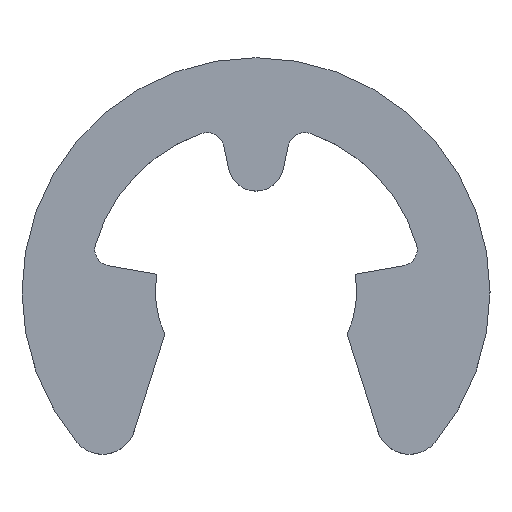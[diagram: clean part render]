
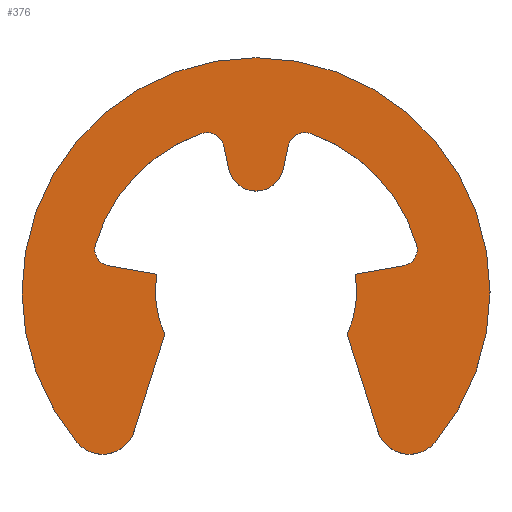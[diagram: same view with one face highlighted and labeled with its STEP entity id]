
A CAD part, top view. The second image highlights one B-rep face of the part: STEP entity #376.
In plain terms, the highlighted planar face has unit normal (0, 0, 1).
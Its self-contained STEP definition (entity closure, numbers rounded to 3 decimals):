
#22=PLANE('',#440);
#42=FACE_OUTER_BOUND('',#62,.T.);
#62=EDGE_LOOP('',(#327,#328,#329,#330,#331,#332,#333,#334,#335,#336,#337,
#338,#339,#340,#341,#342,#343,#344));
#69=LINE('',#590,#99);
#73=LINE('',#606,#103);
#77=LINE('',#618,#107);
#83=LINE('',#642,#113);
#87=LINE('',#654,#117);
#91=LINE('',#668,#121);
#99=VECTOR('',#469,1000.);
#103=VECTOR('',#487,1000.);
#107=VECTOR('',#499,1000.);
#113=VECTOR('',#525,1000.);
#117=VECTOR('',#537,1000.);
#121=VECTOR('',#555,1000.);
#124=CIRCLE('',#399,4.65);
#126=CIRCLE('',#402,0.331);
#128=CIRCLE('',#405,2.);
#129=CIRCLE('',#408,3.325);
#131=CIRCLE('',#411,0.331);
#133=CIRCLE('',#415,0.552);
#135=CIRCLE('',#419,0.331);
#137=CIRCLE('',#422,3.325);
#139=CIRCLE('',#425,0.331);
#141=CIRCLE('',#429,2.);
#143=CIRCLE('',#433,0.663);
#145=CIRCLE('',#436,0.663);
#149=VERTEX_POINT('',#566);
#150=VERTEX_POINT('',#568);
#153=VERTEX_POINT('',#575);
#154=VERTEX_POINT('',#577);
#157=VERTEX_POINT('',#584);
#158=VERTEX_POINT('',#586);
#159=VERTEX_POINT('',#593);
#161=VERTEX_POINT('',#599);
#163=VERTEX_POINT('',#605);
#165=VERTEX_POINT('',#611);
#167=VERTEX_POINT('',#617);
#169=VERTEX_POINT('',#623);
#171=VERTEX_POINT('',#629);
#173=VERTEX_POINT('',#635);
#175=VERTEX_POINT('',#641);
#177=VERTEX_POINT('',#647);
#179=VERTEX_POINT('',#653);
#181=VERTEX_POINT('',#662);
#185=EDGE_CURVE('',#150,#149,#124,.T.);
#189=EDGE_CURVE('',#154,#153,#126,.T.);
#193=EDGE_CURVE('',#158,#157,#128,.T.);
#195=EDGE_CURVE('',#153,#158,#69,.T.);
#197=EDGE_CURVE('',#159,#154,#129,.T.);
#200=EDGE_CURVE('',#161,#159,#131,.T.);
#203=EDGE_CURVE('',#163,#161,#73,.T.);
#206=EDGE_CURVE('',#165,#163,#133,.T.);
#209=EDGE_CURVE('',#167,#165,#77,.T.);
#212=EDGE_CURVE('',#169,#167,#135,.T.);
#215=EDGE_CURVE('',#171,#169,#137,.T.);
#218=EDGE_CURVE('',#173,#171,#139,.T.);
#221=EDGE_CURVE('',#175,#173,#83,.T.);
#224=EDGE_CURVE('',#177,#175,#141,.T.);
#227=EDGE_CURVE('',#179,#177,#87,.T.);
#230=EDGE_CURVE('',#149,#179,#143,.T.);
#232=EDGE_CURVE('',#181,#150,#145,.T.);
#235=EDGE_CURVE('',#157,#181,#91,.T.);
#327=ORIENTED_EDGE('',*,*,#193,.T.);
#328=ORIENTED_EDGE('',*,*,#235,.T.);
#329=ORIENTED_EDGE('',*,*,#232,.T.);
#330=ORIENTED_EDGE('',*,*,#185,.T.);
#331=ORIENTED_EDGE('',*,*,#230,.T.);
#332=ORIENTED_EDGE('',*,*,#227,.T.);
#333=ORIENTED_EDGE('',*,*,#224,.T.);
#334=ORIENTED_EDGE('',*,*,#221,.T.);
#335=ORIENTED_EDGE('',*,*,#218,.T.);
#336=ORIENTED_EDGE('',*,*,#215,.T.);
#337=ORIENTED_EDGE('',*,*,#212,.T.);
#338=ORIENTED_EDGE('',*,*,#209,.T.);
#339=ORIENTED_EDGE('',*,*,#206,.T.);
#340=ORIENTED_EDGE('',*,*,#203,.T.);
#341=ORIENTED_EDGE('',*,*,#200,.T.);
#342=ORIENTED_EDGE('',*,*,#197,.T.);
#343=ORIENTED_EDGE('',*,*,#189,.T.);
#344=ORIENTED_EDGE('',*,*,#195,.T.);
#376=ADVANCED_FACE('',(#42),#22,.T.);
#399=AXIS2_PLACEMENT_3D('',#569,#448,#449);
#402=AXIS2_PLACEMENT_3D('',#578,#456,#457);
#405=AXIS2_PLACEMENT_3D('',#587,#464,#465);
#408=AXIS2_PLACEMENT_3D('',#594,#473,#474);
#411=AXIS2_PLACEMENT_3D('',#600,#480,#481);
#415=AXIS2_PLACEMENT_3D('',#612,#492,#493);
#419=AXIS2_PLACEMENT_3D('',#624,#504,#505);
#422=AXIS2_PLACEMENT_3D('',#630,#511,#512);
#425=AXIS2_PLACEMENT_3D('',#636,#518,#519);
#429=AXIS2_PLACEMENT_3D('',#648,#530,#531);
#433=AXIS2_PLACEMENT_3D('',#659,#542,#543);
#436=AXIS2_PLACEMENT_3D('',#663,#548,#549);
#440=AXIS2_PLACEMENT_3D('',#671,#559,#560);
#448=DIRECTION('center_axis',(0.,0.,1.));
#449=DIRECTION('ref_axis',(1.,0.,0.));
#456=DIRECTION('center_axis',(0.,0.,-1.));
#457=DIRECTION('ref_axis',(1.,0.,0.));
#464=DIRECTION('center_axis',(0.,0.,-1.));
#465=DIRECTION('ref_axis',(1.,0.,0.));
#469=DIRECTION('',(-0.985,-0.174,0.));
#473=DIRECTION('center_axis',(0.,0.,-1.));
#474=DIRECTION('ref_axis',(1.,0.,0.));
#480=DIRECTION('center_axis',(0.,0.,-1.));
#481=DIRECTION('ref_axis',(1.,0.,0.));
#487=DIRECTION('',(0.216,0.976,0.));
#492=DIRECTION('center_axis',(0.,0.,1.));
#493=DIRECTION('ref_axis',(1.,0.,0.));
#499=DIRECTION('',(0.216,-0.976,0.));
#504=DIRECTION('center_axis',(0.,0.,-1.));
#505=DIRECTION('ref_axis',(1.,0.,0.));
#511=DIRECTION('center_axis',(0.,0.,-1.));
#512=DIRECTION('ref_axis',(1.,0.,0.));
#518=DIRECTION('center_axis',(0.,0.,-1.));
#519=DIRECTION('ref_axis',(1.,0.,0.));
#525=DIRECTION('',(-0.985,0.174,0.));
#530=DIRECTION('center_axis',(0.,0.,-1.));
#531=DIRECTION('ref_axis',(1.,0.,0.));
#537=DIRECTION('',(0.301,0.954,0.));
#542=DIRECTION('center_axis',(0.,0.,1.));
#543=DIRECTION('ref_axis',(1.,0.,0.));
#548=DIRECTION('center_axis',(0.,0.,1.));
#549=DIRECTION('ref_axis',(1.,0.,0.));
#555=DIRECTION('',(0.301,-0.954,0.));
#559=DIRECTION('center_axis',(0.,0.,1.));
#560=DIRECTION('ref_axis',(1.,0.,0.));
#566=CARTESIAN_POINT('',(-3.557,-2.995,0.));
#568=CARTESIAN_POINT('',(3.557,-2.995,0.));
#569=CARTESIAN_POINT('Origin',(0.,0.,0.));
#575=CARTESIAN_POINT('',(2.93,0.517,0.));
#577=CARTESIAN_POINT('',(3.19,0.936,0.));
#578=CARTESIAN_POINT('Origin',(2.873,0.843,0.));
#584=CARTESIAN_POINT('',(1.813,-0.845,0.));
#586=CARTESIAN_POINT('',(1.97,0.347,0.));
#587=CARTESIAN_POINT('Origin',(0.,0.,0.));
#590=CARTESIAN_POINT('',(1.97,0.347,0.));
#593=CARTESIAN_POINT('',(1.074,3.147,0.));
#594=CARTESIAN_POINT('Origin',(0.,0.,0.));
#599=CARTESIAN_POINT('',(0.644,2.905,0.));
#600=CARTESIAN_POINT('Origin',(0.967,2.833,0.));
#605=CARTESIAN_POINT('',(0.539,2.433,0.));
#606=CARTESIAN_POINT('',(0.539,2.433,0.));
#611=CARTESIAN_POINT('',(-0.539,2.433,0.));
#612=CARTESIAN_POINT('Origin',(0.,2.552,0.));
#617=CARTESIAN_POINT('',(-0.644,2.905,0.));
#618=CARTESIAN_POINT('',(-0.539,2.433,0.));
#623=CARTESIAN_POINT('',(-1.074,3.147,0.));
#624=CARTESIAN_POINT('Origin',(-0.967,2.833,0.));
#629=CARTESIAN_POINT('',(-3.19,0.936,0.));
#630=CARTESIAN_POINT('Origin',(0.,0.,0.));
#635=CARTESIAN_POINT('',(-2.93,0.517,0.));
#636=CARTESIAN_POINT('Origin',(-2.873,0.843,0.));
#641=CARTESIAN_POINT('',(-1.97,0.347,0.));
#642=CARTESIAN_POINT('',(-1.97,0.347,0.));
#647=CARTESIAN_POINT('',(-1.813,-0.845,0.));
#648=CARTESIAN_POINT('Origin',(0.,0.,0.));
#653=CARTESIAN_POINT('',(-2.419,-2.767,0.));
#654=CARTESIAN_POINT('',(-1.813,-0.845,0.));
#659=CARTESIAN_POINT('Origin',(-3.05,-2.568,0.));
#662=CARTESIAN_POINT('',(2.419,-2.767,0.));
#663=CARTESIAN_POINT('Origin',(3.05,-2.568,0.));
#668=CARTESIAN_POINT('',(1.813,-0.845,0.));
#671=CARTESIAN_POINT('Origin',(0.,0.,0.));
